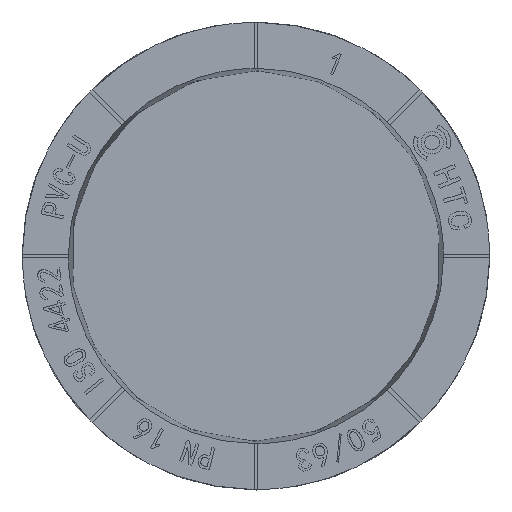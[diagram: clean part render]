
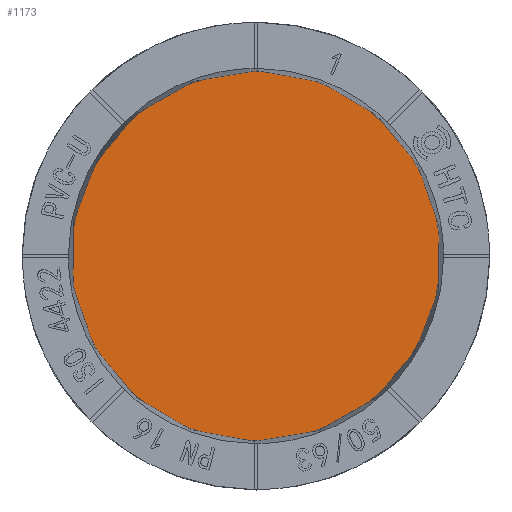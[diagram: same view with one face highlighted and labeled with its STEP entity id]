
A CAD part, front view. The second image highlights one B-rep face of the part: STEP entity #1173.
In plain terms, the highlighted planar face has unit normal (0, -1, 0).
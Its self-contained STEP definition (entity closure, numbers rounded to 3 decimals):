
#59=FACE_OUTER_BOUND('',#5773,.T.);
#1173=ADVANCED_FACE('',(#59),#2301,.F.);
#2301=PLANE('',#20840);
#5665=CIRCLE('',#20839,24.9);
#5773=EDGE_LOOP('',(#7704));
#7704=ORIENTED_EDGE('',*,*,#16301,.F.);
#14158=VERTEX_POINT('',#30309);
#16301=EDGE_CURVE('',#14158,#14158,#5665,.T.);
#20839=AXIS2_PLACEMENT_3D('',#30308,#22011,#22012);
#20840=AXIS2_PLACEMENT_3D('',#30310,#22013,#22014);
#22011=DIRECTION('',(0.,1.,0.));
#22012=DIRECTION('',(0.,0.,1.));
#22013=DIRECTION('',(0.,1.,0.));
#22014=DIRECTION('',(0.,0.,1.));
#30308=CARTESIAN_POINT('',(36589.326,3907.552,0.));
#30309=CARTESIAN_POINT('',(36589.326,3907.552,24.9));
#30310=CARTESIAN_POINT('',(36589.326,3907.552,0.));
